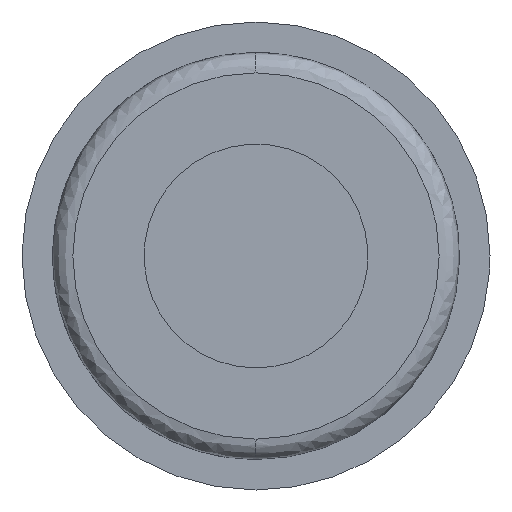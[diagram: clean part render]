
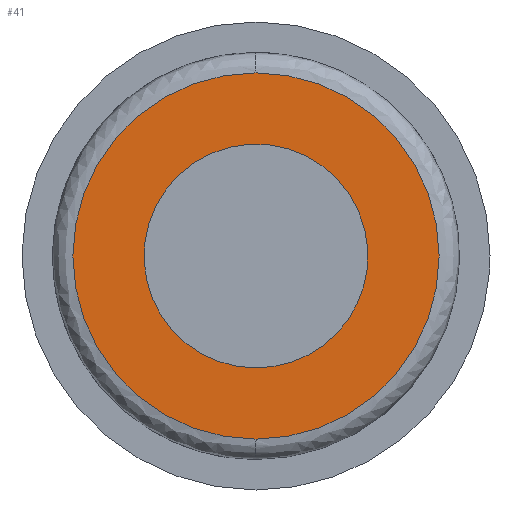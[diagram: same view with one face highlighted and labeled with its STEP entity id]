
A CAD part, front view. The second image highlights one B-rep face of the part: STEP entity #41.
In plain terms, the highlighted planar face has unit normal (0, -1, 0).
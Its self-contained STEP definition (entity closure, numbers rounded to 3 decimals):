
#41=ADVANCED_FACE('',(#74,#75),#73,.F.);
#73=PLANE('',#295);
#74=FACE_OUTER_BOUND('',#296,.T.);
#75=FACE_BOUND('',#297,.T.);
#292=CARTESIAN_POINT('',(-18.706,0.,-20.7));
#293=DIRECTION('',(0.,1.,0.));
#294=DIRECTION('',(0.,0.,1.));
#295=AXIS2_PLACEMENT_3D('',#292,#293,#294);
#296=EDGE_LOOP('',(#532,#533));
#297=EDGE_LOOP('',(#534,#535,#536));
#532=ORIENTED_EDGE('',*,*,#672,.T.);
#533=ORIENTED_EDGE('',*,*,#673,.T.);
#534=ORIENTED_EDGE('',*,*,#674,.F.);
#535=ORIENTED_EDGE('',*,*,#675,.F.);
#536=ORIENTED_EDGE('',*,*,#676,.F.);
#672=EDGE_CURVE('',#778,#779,#780,.T.);
#673=EDGE_CURVE('',#779,#778,#786,.T.);
#674=EDGE_CURVE('',#792,#793,#794,.T.);
#675=EDGE_CURVE('',#800,#792,#801,.T.);
#676=EDGE_CURVE('',#793,#800,#807,.T.);
#778=VERTEX_POINT('',#1240);
#779=VERTEX_POINT('',#1241);
#780=CIRCLE('',#1245,9.);
#786=CIRCLE('',#1249,9.);
#792=VERTEX_POINT('',#1250);
#793=VERTEX_POINT('',#1251);
#794=CIRCLE('',#1255,5.5);
#800=VERTEX_POINT('',#1256);
#801=CIRCLE('',#1260,5.5);
#807=CIRCLE('',#1264,5.5);
#1240=CARTESIAN_POINT('',(0.,0.,9.));
#1241=CARTESIAN_POINT('',(0.,0.,-9.));
#1242=CARTESIAN_POINT('',(0.,0.,0.));
#1243=DIRECTION('',(0.,-1.,0.));
#1244=DIRECTION('',(0.,0.,1.));
#1245=AXIS2_PLACEMENT_3D('',#1242,#1243,#1244);
#1246=CARTESIAN_POINT('',(0.,0.,0.));
#1247=DIRECTION('',(0.,-1.,0.));
#1248=DIRECTION('',(0.,0.,1.));
#1249=AXIS2_PLACEMENT_3D('',#1246,#1247,#1248);
#1250=CARTESIAN_POINT('',(-5.462,0.,0.649));
#1251=CARTESIAN_POINT('',(0.,0.,-5.5));
#1252=CARTESIAN_POINT('',(0.,0.,0.));
#1253=DIRECTION('',(0.,-1.,0.));
#1254=DIRECTION('',(0.,0.,-1.));
#1255=AXIS2_PLACEMENT_3D('',#1252,#1253,#1254);
#1256=CARTESIAN_POINT('',(5.461,0.,-0.65));
#1257=CARTESIAN_POINT('',(0.,0.,0.));
#1258=DIRECTION('',(0.,-1.,0.));
#1259=DIRECTION('',(0.,0.,-1.));
#1260=AXIS2_PLACEMENT_3D('',#1257,#1258,#1259);
#1261=CARTESIAN_POINT('',(0.,0.,0.));
#1262=DIRECTION('',(0.,-1.,0.));
#1263=DIRECTION('',(0.,0.,-1.));
#1264=AXIS2_PLACEMENT_3D('',#1261,#1262,#1263);
